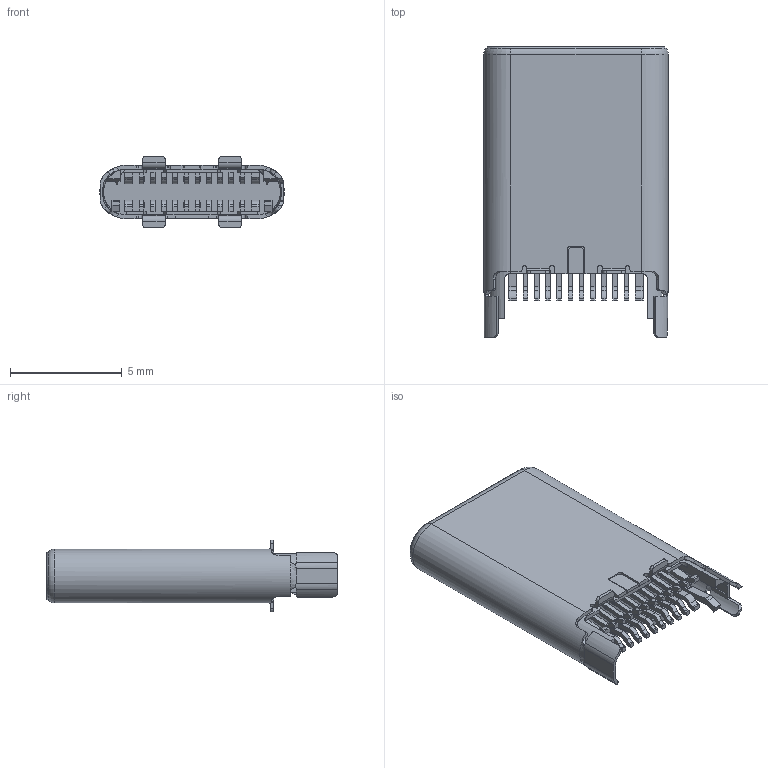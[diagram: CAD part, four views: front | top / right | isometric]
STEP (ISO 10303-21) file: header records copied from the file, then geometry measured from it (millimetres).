
FILE_DESCRIPTION(/* description */ (''),/* implementation_level */ '2;1');
FILE_NAME(/* name */ 'JAE - DX07P024AJ1R1500.step',/* time_stamp */ '2020-05-12T23:29:21+01:00',/* author */ (''),/* organization */ (''),/* preprocessor_version */ 'ST-DEVELOPER v18.1',/* originating_system */ 'Autodesk Translation Framework v9.2.0.1227',/* authorisation */ '');
FILE_SCHEMA (('AUTOMOTIVE_DESIGN { 1 0 10303 214 3 1 1 }'));
Length unit declared in the file: millimetre
Products named in the file (1): JAE - DX07P024AJ1R1500
Bounding box: 8.25 x 13 x 3.2 mm (x, y, z)
Volume: 154.3 mm3; surface area: 396.7 mm2
Topology: 1 solids, 1 shells, 752 faces, 2124 edges, 1396 vertices
Faces by surface type: plane 425, cylinder 293, bspline 24, cone 6, torus 4
Entity records: 26157 total; most frequent: CARTESIAN_POINT 5842, ORIENTED_EDGE 4244, DIRECTION 4058, EDGE_CURVE 2122, LINE 1410, VECTOR 1410, VERTEX_POINT 1395, AXIS2_PLACEMENT_3D 1324
